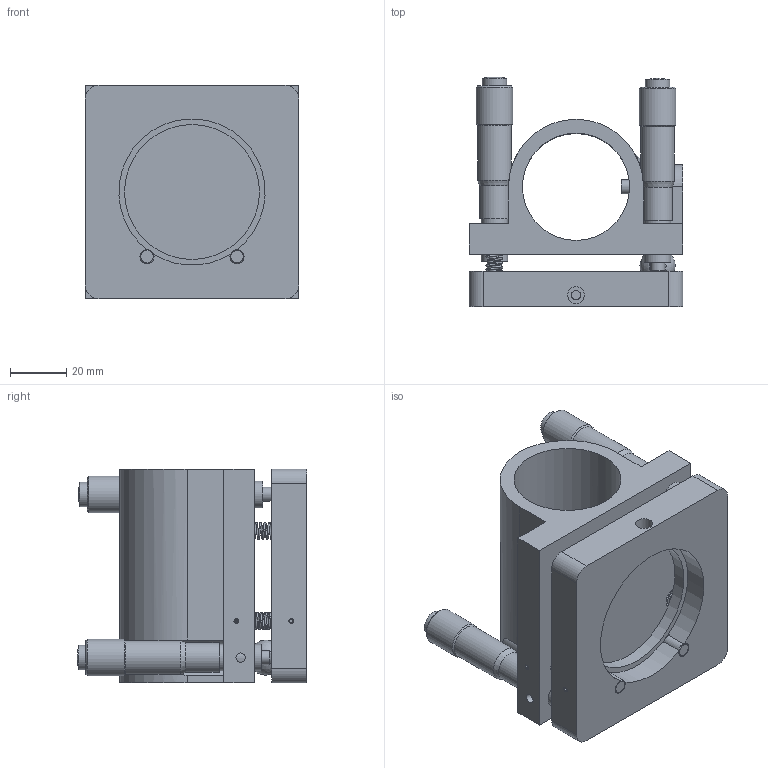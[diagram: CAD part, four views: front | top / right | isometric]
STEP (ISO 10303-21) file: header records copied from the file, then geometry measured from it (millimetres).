
FILE_DESCRIPTION (( 'STEP AP203' ), '1' );
FILE_NAME ('04RMM-2(M).STEP', '2024-06-12T07:58:27', ( '' ), ( '' ), 'SwSTEP 2.0', 'SolidWorks 2022', '' );
FILE_SCHEMA (( 'CONFIG_CONTROL_DESIGN' ));
Length unit declared in the file: millimetre
Products named in the file (1): 04RMM-2(M)
Bounding box: 76 x 81.54 x 76 mm (x, y, z)
Volume: 153753.6 mm3; surface area: 54198 mm2
Topology: 18 solids, 18 shells, 209 faces, 432 edges, 281 vertices
Faces by surface type: plane 91, cylinder 77, cone 12, torus 12, bspline 10, sphere 7
Full cylindrical faces by diameter (mm): 0.6 x6, 1.7 x12, 3.3 x3, 5 x5, 6 x1, 6.3 x3, 7 x3, 8 x2, 8.5 x1, 8.7 x2, 9.5 x2, 9.6 x2, 10 x1, 10.5 x2, 12 x2, 13 x2, 38.1 x1, 48 x1
Entity records: 9355 total; most frequent: CARTESIAN_POINT 5255, DIRECTION 855, ORIENTED_EDGE 644, AXIS2_PLACEMENT_3D 359, EDGE_LOOP 344, EDGE_CURVE 322, FACE_OUTER_BOUND 280, VERTEX_POINT 256
